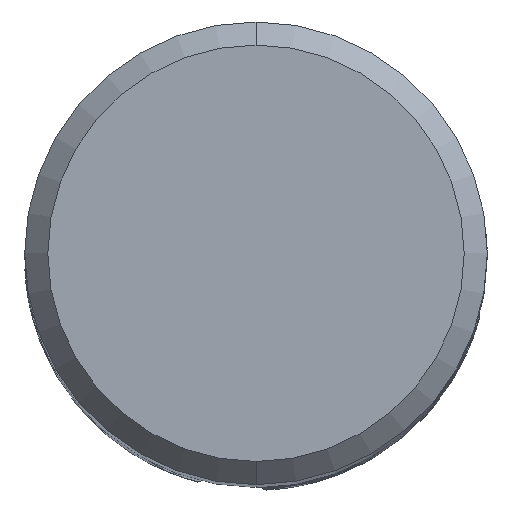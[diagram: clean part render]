
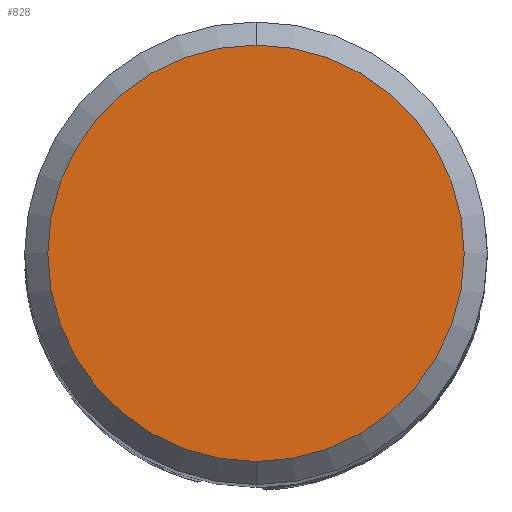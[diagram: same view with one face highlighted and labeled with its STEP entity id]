
A CAD part, top view. The second image highlights one B-rep face of the part: STEP entity #828.
In plain terms, the highlighted planar face has unit normal (0, 0, 1).
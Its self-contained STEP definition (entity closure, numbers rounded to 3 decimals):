
#594=VERTEX_POINT('',#1673);
#686=EDGE_CURVE('',#962,#594,#1771,.T.);
#828=ADVANCED_FACE('',(#1923),#1924,.T.);
#962=VERTEX_POINT('',#2072);
#1414=EDGE_CURVE('',#594,#962,#2561,.T.);
#1673=CARTESIAN_POINT('',(0.,-5.4,0.0));
#1771=CIRCLE('',#4364,5.4);
#1923=FACE_OUTER_BOUND('',#5624,.T.);
#1924=PLANE('',#5625);
#2072=CARTESIAN_POINT('',(0.0,5.4,0.0));
#2561=CIRCLE('',#9863,5.4);
#4364=AXIS2_PLACEMENT_3D('',#11462,#11463,#11464);
#5624=EDGE_LOOP('',(#11589,#11590));
#5625=AXIS2_PLACEMENT_3D('',#11591,#11592,#11593);
#9863=AXIS2_PLACEMENT_3D('',#12256,#12257,#12258);
#11462=CARTESIAN_POINT('',(0.0,0.0,0.0));
#11463=DIRECTION('',(0.0,0.0,-1.0));
#11464=DIRECTION('',(0.0,1.0,0.0));
#11589=ORIENTED_EDGE('',*,*,#686,.F.);
#11590=ORIENTED_EDGE('',*,*,#1414,.F.);
#11591=CARTESIAN_POINT('',(0.0,2.7,0.0));
#11592=DIRECTION('',(-0.0,0.0,1.0));
#11593=DIRECTION('',(0.0,-1.0,0.0));
#12256=CARTESIAN_POINT('',(0.0,0.0,0.0));
#12257=DIRECTION('',(0.0,0.0,-1.0));
#12258=DIRECTION('',(0.0,1.0,0.0));
